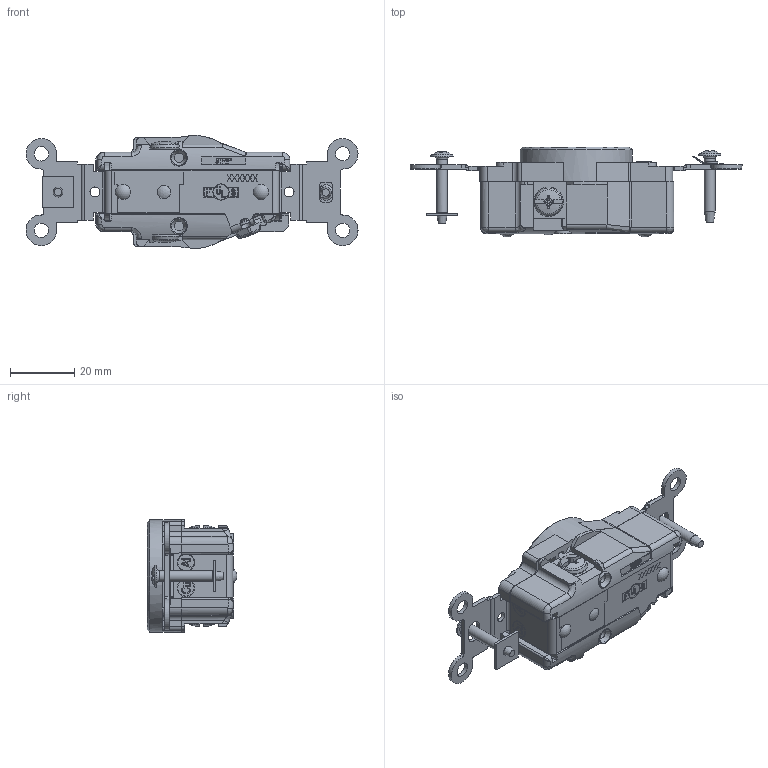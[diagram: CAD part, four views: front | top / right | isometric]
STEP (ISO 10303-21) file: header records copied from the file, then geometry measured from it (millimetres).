
FILE_DESCRIPTION (( 'STEP AP214' ), '1' );
FILE_NAME ('CATSTD-05261-0CR-M01.STEP', '2022-01-10T13:30:38', ( '' ), ( '' ), 'SwSTEP 2.0', 'SolidWorks 2020', '' );
FILE_SCHEMA (( 'AUTOMOTIVE_DESIGN' ));
Length unit declared in the file: inch
Products named in the file (1): CATSTD-05261-0CR-M01
Bounding box: 103.2 x 27.91 x 35.26 mm (x, y, z)
Volume: 32024.3 mm3; surface area: 20683.2 mm2
Topology: 10 solids, 21 shells, 2395 faces, 6480 edges, 4236 vertices
Faces by surface type: plane 1680, cylinder 358, bspline 223, cone 57, torus 52, sphere 25
Full cylindrical faces by diameter (mm): 1.321 x1, 2.083 x2, 2.184 x1, 2.362 x1, 2.438 x1, 2.946 x3, 2.997 x2, 3.099 x2, 3.124 x2, 3.175 x1, 3.226 x2, 3.277 x2, 3.404 x2, 3.658 x1, 3.68 x1, 3.734 x1, 3.759 x1, 3.962 x3, 4.445 x1, 4.521 x3, 4.724 x1, 5.042 x1, 5.052 x1, 5.068 x1, 5.156 x2, 5.538 x1, 5.551 x1, 6.045 x1, 6.858 x2, 34.9 x1
Entity records: 118973 total; most frequent: CARTESIAN_POINT 30477, ORIENTED_EDGE 12688, DIRECTION 10910, EDGE_CURVE 6344, VECTOR 4540, LINE 4540, VERTEX_POINT 4195, AXIS2_PLACEMENT_3D 3185
